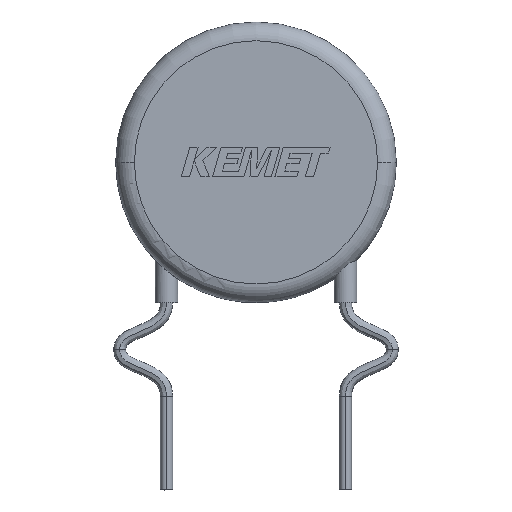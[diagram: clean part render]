
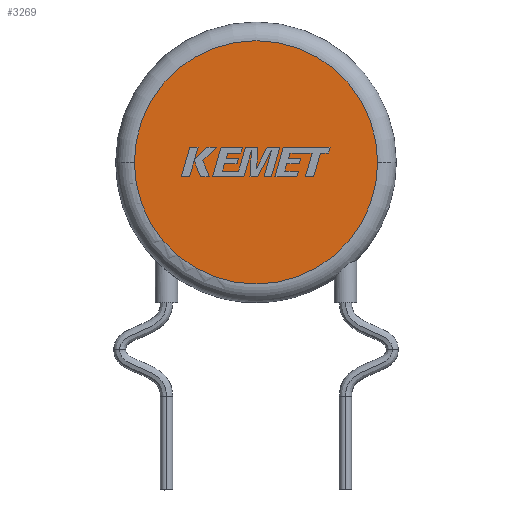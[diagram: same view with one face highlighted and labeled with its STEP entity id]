
A CAD part, top view. The second image highlights one B-rep face of the part: STEP entity #3269.
In plain terms, the highlighted planar face has unit normal (0, 0, 1).
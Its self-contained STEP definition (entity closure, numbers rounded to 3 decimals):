
#49 = CARTESIAN_POINT ( 'NONE',  ( 6.5, 0., 5. ) ) ;
#189 = DIRECTION ( 'NONE',  ( 0., 0., 1. ) ) ;
#241 = CARTESIAN_POINT ( 'NONE',  ( 0., 0., 5. ) ) ;
#300 = AXIS2_PLACEMENT_3D ( 'NONE', #625, #2836, #1093 ) ;
#310 = EDGE_LOOP ( 'NONE', ( #3989, #3342 ) ) ;
#625 = CARTESIAN_POINT ( 'NONE',  ( 0., 0., 5. ) ) ;
#1093 = DIRECTION ( 'NONE',  ( 1., 0., 0. ) ) ;
#1109 = DIRECTION ( 'NONE',  ( 1., 0., 0. ) ) ;
#1179 = CARTESIAN_POINT ( 'NONE',  ( -6.5, 0., 5. ) ) ;
#1246 = VERTEX_POINT ( 'NONE', #49 ) ;
#1331 = FACE_OUTER_BOUND ( 'NONE', #310, .T. ) ;
#1651 = VERTEX_POINT ( 'NONE', #1179 ) ;
#1710 = CIRCLE ( 'NONE', #300, 6.5 ) ;
#1839 = CIRCLE ( 'NONE', #3983, 6.5 ) ;
#2072 = EDGE_CURVE ( 'NONE', #1246, #1651, #1839, .T. ) ;
#2142 = DIRECTION ( 'NONE',  ( 1., 0., 0. ) ) ;
#2836 = DIRECTION ( 'NONE',  ( 0., 0., 1. ) ) ;
#3194 = CARTESIAN_POINT ( 'NONE',  ( 0., 0., 5. ) ) ;
#3269 = ADVANCED_FACE ( 'NONE', ( #1331 ), #3998, .T. ) ;
#3342 = ORIENTED_EDGE ( 'NONE', *, *, #3445, .T. ) ;
#3445 = EDGE_CURVE ( 'NONE', #1651, #1246, #1710, .T. ) ;
#3518 = AXIS2_PLACEMENT_3D ( 'NONE', #241, #189, #1109 ) ;
#3983 = AXIS2_PLACEMENT_3D ( 'NONE', #3194, #4035, #2142 ) ;
#3989 = ORIENTED_EDGE ( 'NONE', *, *, #2072, .T. ) ;
#3998 = PLANE ( 'NONE',  #3518 ) ;
#4035 = DIRECTION ( 'NONE',  ( 0., 0., 1. ) ) ;
